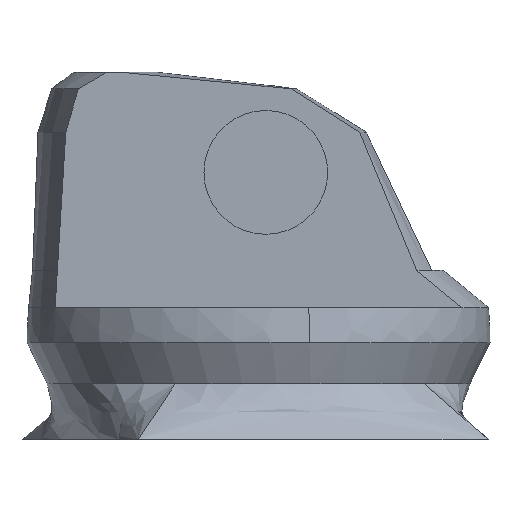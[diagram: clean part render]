
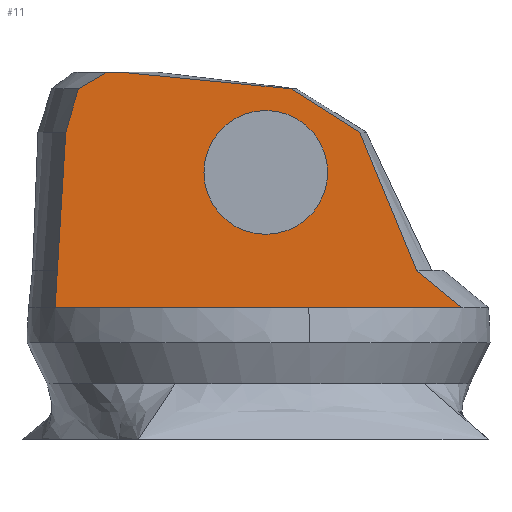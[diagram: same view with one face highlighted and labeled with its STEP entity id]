
A CAD part, front view. The second image highlights one B-rep face of the part: STEP entity #11.
In plain terms, the highlighted planar face has unit normal (0, -1, 0).
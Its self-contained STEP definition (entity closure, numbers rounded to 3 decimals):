
#9 = FACE_BOUND ( 'NONE', #2006, .T. ) ;
#11 = ADVANCED_FACE ( 'NONE', ( #9, #1998 ), #1134, .F. ) ;
#23 = EDGE_CURVE ( 'NONE', #936, #2980, #736, .T. ) ;
#28 = ORIENTED_EDGE ( 'NONE', *, *, #1097, .F. ) ;
#60 = LINE ( 'NONE', #326, #1403 ) ;
#79 = CARTESIAN_POINT ( 'NONE',  ( 28.123, 18.902, 6.4 ) ) ;
#80 = VERTEX_POINT ( 'NONE', #2105 ) ;
#109 = DIRECTION ( 'NONE',  ( 0., 0., 1. ) ) ;
#154 = DIRECTION ( 'NONE',  ( 0.28, 0., 0.96 ) ) ;
#169 = EDGE_CURVE ( 'NONE', #1799, #1641, #1820, .T. ) ;
#185 = DIRECTION ( 'NONE',  ( -1., 0., 0. ) ) ;
#202 = CARTESIAN_POINT ( 'NONE',  ( 8.923, 18.902, 14.9 ) ) ;
#220 = VECTOR ( 'NONE', #1923, 1000. ) ;
#275 = ORIENTED_EDGE ( 'NONE', *, *, #23, .T. ) ;
#281 = VECTOR ( 'NONE', #790, 1000. ) ;
#293 = LINE ( 'NONE', #2022, #1337 ) ;
#301 = DIRECTION ( 'NONE',  ( -0.846, 0., 0.534 ) ) ;
#326 = CARTESIAN_POINT ( 'NONE',  ( 21.504, 18.902, 15.95 ) ) ;
#343 = LINE ( 'NONE', #1620, #1112 ) ;
#349 = VERTEX_POINT ( 'NONE', #2801 ) ;
#355 = DIRECTION ( 'NONE',  ( -0.773, 0., 0.635 ) ) ;
#372 = CARTESIAN_POINT ( 'NONE',  ( 23.168, 18.902, 14.9 ) ) ;
#444 = ORIENTED_EDGE ( 'NONE', *, *, #2002, .T. ) ;
#547 = CARTESIAN_POINT ( 'NONE',  ( 8.514, 18.902, 8.2 ) ) ;
#548 = LINE ( 'NONE', #547, #281 ) ;
#552 = EDGE_LOOP ( 'NONE', ( #1317, #2648, #828, #275, #959, #1260, #444, #737, #28, #1237 ) ) ;
#622 = AXIS2_PLACEMENT_3D ( 'NONE', #2978, #2988, #2725 ) ;
#662 = VECTOR ( 'NONE', #2291, 1000. ) ;
#720 = VERTEX_POINT ( 'NONE', #2258 ) ;
#736 = LINE ( 'NONE', #1597, #662 ) ;
#737 = ORIENTED_EDGE ( 'NONE', *, *, #169, .F. ) ;
#772 = VECTOR ( 'NONE', #2378, 1000. ) ;
#790 = DIRECTION ( 'NONE',  ( 0.061, 0., 0.998 ) ) ;
#828 = ORIENTED_EDGE ( 'NONE', *, *, #962, .T. ) ;
#839 = ORIENTED_EDGE ( 'NONE', *, *, #2421, .F. ) ;
#928 = EDGE_CURVE ( 'NONE', #720, #349, #2032, .T. ) ;
#936 = VERTEX_POINT ( 'NONE', #1714 ) ;
#941 = VERTEX_POINT ( 'NONE', #2860 ) ;
#952 = DIRECTION ( 'NONE',  ( 0., -1., 0. ) ) ;
#959 = ORIENTED_EDGE ( 'NONE', *, *, #2895, .T. ) ;
#962 = EDGE_CURVE ( 'NONE', #1729, #936, #1252, .T. ) ;
#971 = VERTEX_POINT ( 'NONE', #1056 ) ;
#1004 = EDGE_CURVE ( 'NONE', #971, #2458, #548, .T. ) ;
#1056 = CARTESIAN_POINT ( 'NONE',  ( 8.514, 18.902, 8.2 ) ) ;
#1097 = EDGE_CURVE ( 'NONE', #2458, #1799, #1718, .T. ) ;
#1112 = VECTOR ( 'NONE', #185, 1000. ) ;
#1134 = PLANE ( 'NONE',  #622 ) ;
#1237 = ORIENTED_EDGE ( 'NONE', *, *, #1004, .F. ) ;
#1252 = LINE ( 'NONE', #2463, #2759 ) ;
#1260 = ORIENTED_EDGE ( 'NONE', *, *, #1514, .T. ) ;
#1317 = ORIENTED_EDGE ( 'NONE', *, *, #2704, .F. ) ;
#1337 = VECTOR ( 'NONE', #1546, 1000. ) ;
#1403 = VECTOR ( 'NONE', #301, 1000. ) ;
#1465 = DIRECTION ( 'NONE',  ( -1., 0., 0. ) ) ;
#1514 = EDGE_CURVE ( 'NONE', #80, #941, #2530, .T. ) ;
#1519 = DIRECTION ( 'NONE',  ( 0., -1., 0. ) ) ;
#1546 = DIRECTION ( 'NONE',  ( 0.059, 0., 0.998 ) ) ;
#1575 = AXIS2_PLACEMENT_3D ( 'NONE', #2099, #952, #2797 ) ;
#1597 = CARTESIAN_POINT ( 'NONE',  ( 25.932, 18.902, 8.2 ) ) ;
#1620 = CARTESIAN_POINT ( 'NONE',  ( 11.688, 18.902, 17.8 ) ) ;
#1627 = VECTOR ( 'NONE', #1465, 1000. ) ;
#1641 = VERTEX_POINT ( 'NONE', #2642 ) ;
#1660 = CIRCLE ( 'NONE', #1575, 3. ) ;
#1676 = CARTESIAN_POINT ( 'NONE',  ( 28.123, 18.902, 6.4 ) ) ;
#1684 = VECTOR ( 'NONE', #154, 1000. ) ;
#1714 = CARTESIAN_POINT ( 'NONE',  ( 25.932, 18.902, 8.2 ) ) ;
#1718 = LINE ( 'NONE', #1791, #1684 ) ;
#1729 = VERTEX_POINT ( 'NONE', #79 ) ;
#1791 = CARTESIAN_POINT ( 'NONE',  ( 8.923, 18.902, 14.9 ) ) ;
#1799 = VERTEX_POINT ( 'NONE', #2484 ) ;
#1820 = LINE ( 'NONE', #2595, #772 ) ;
#1922 = VERTEX_POINT ( 'NONE', #3009 ) ;
#1923 = DIRECTION ( 'NONE',  ( -0.995, 0., 0.098 ) ) ;
#1951 = AXIS2_PLACEMENT_3D ( 'NONE', #2889, #1519, #109 ) ;
#1998 = FACE_OUTER_BOUND ( 'NONE', #552, .T. ) ;
#2002 = EDGE_CURVE ( 'NONE', #941, #1641, #343, .T. ) ;
#2006 = EDGE_LOOP ( 'NONE', ( #2521, #839 ) ) ;
#2022 = CARTESIAN_POINT ( 'NONE',  ( 8.408, 18.902, 6.4 ) ) ;
#2032 = CIRCLE ( 'NONE', #1951, 3. ) ;
#2066 = EDGE_CURVE ( 'NONE', #1729, #1922, #2883, .T. ) ;
#2099 = CARTESIAN_POINT ( 'NONE',  ( 18.618, 18.902, 12.952 ) ) ;
#2105 = CARTESIAN_POINT ( 'NONE',  ( 19.84, 18.902, 17. ) ) ;
#2192 = CARTESIAN_POINT ( 'NONE',  ( 15.764, 18.902, 17.4 ) ) ;
#2258 = CARTESIAN_POINT ( 'NONE',  ( 18.618, 18.902, 15.952 ) ) ;
#2291 = DIRECTION ( 'NONE',  ( -0.381, 0., 0.924 ) ) ;
#2378 = DIRECTION ( 'NONE',  ( 0.865, 0., 0.502 ) ) ;
#2421 = EDGE_CURVE ( 'NONE', #349, #720, #1660, .T. ) ;
#2458 = VERTEX_POINT ( 'NONE', #202 ) ;
#2463 = CARTESIAN_POINT ( 'NONE',  ( 28.123, 18.902, 6.4 ) ) ;
#2484 = CARTESIAN_POINT ( 'NONE',  ( 9.534, 18.902, 17. ) ) ;
#2521 = ORIENTED_EDGE ( 'NONE', *, *, #928, .F. ) ;
#2530 = LINE ( 'NONE', #2192, #220 ) ;
#2595 = CARTESIAN_POINT ( 'NONE',  ( 9.534, 18.902, 17. ) ) ;
#2642 = CARTESIAN_POINT ( 'NONE',  ( 10.912, 18.902, 17.8 ) ) ;
#2648 = ORIENTED_EDGE ( 'NONE', *, *, #2066, .F. ) ;
#2704 = EDGE_CURVE ( 'NONE', #1922, #971, #293, .T. ) ;
#2725 = DIRECTION ( 'NONE',  ( 0., 0., -1. ) ) ;
#2759 = VECTOR ( 'NONE', #355, 1000. ) ;
#2797 = DIRECTION ( 'NONE',  ( 0., 0., 1. ) ) ;
#2801 = CARTESIAN_POINT ( 'NONE',  ( 18.618, 18.902, 9.952 ) ) ;
#2860 = CARTESIAN_POINT ( 'NONE',  ( 11.688, 18.902, 17.8 ) ) ;
#2883 = LINE ( 'NONE', #1676, #1627 ) ;
#2889 = CARTESIAN_POINT ( 'NONE',  ( 18.618, 18.902, 12.952 ) ) ;
#2895 = EDGE_CURVE ( 'NONE', #2980, #80, #60, .T. ) ;
#2978 = CARTESIAN_POINT ( 'NONE',  ( 0., 18.902, 0. ) ) ;
#2980 = VERTEX_POINT ( 'NONE', #372 ) ;
#2988 = DIRECTION ( 'NONE',  ( 0., 1., 0. ) ) ;
#3009 = CARTESIAN_POINT ( 'NONE',  ( 8.408, 18.902, 6.4 ) ) ;
